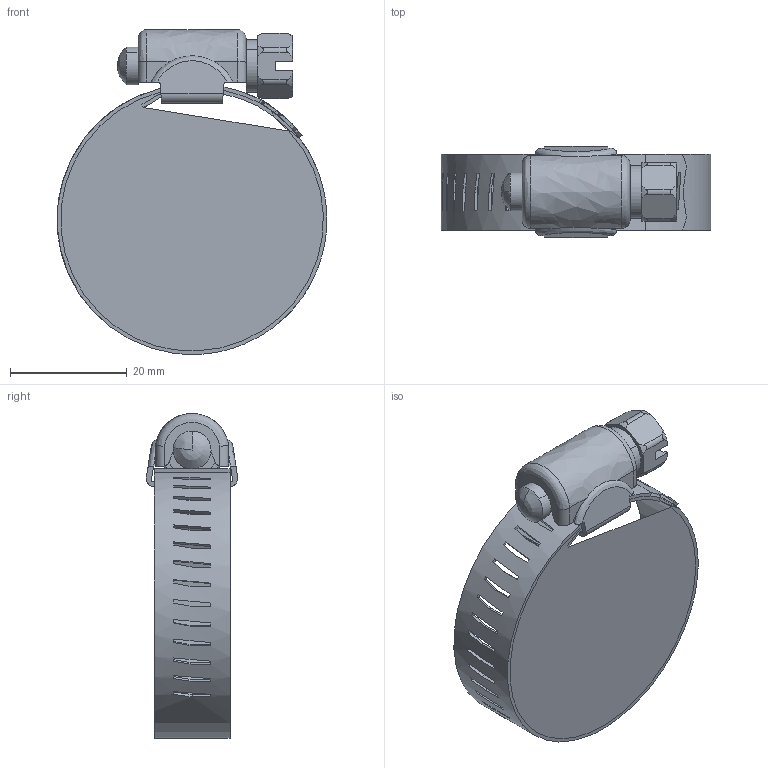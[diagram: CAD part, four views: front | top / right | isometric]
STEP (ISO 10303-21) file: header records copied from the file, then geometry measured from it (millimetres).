
FILE_DESCRIPTION((''),'2;1');
FILE_NAME('','2006-01-19T09:52:07',(''),(''),'','CADfix','');
FILE_SCHEMA(('AUTOMOTIVE_DESIGN'));
Length unit declared in the file: millimetre
Products named in the file (4): screw; holder; band; TM_144SUS_45_20697_36
Assembly tree (3 placements, depth 2):
  TM_144SUS_45_20697_36
    screw
    holder
    band
Bounding box: 46.19 x 15.63 x 55.66 mm (x, y, z)
Volume: 3562.3 mm3; surface area: 6966.8 mm2
Topology: 3 solids, 3 shells, 214 faces, 644 edges, 435 vertices
Faces by surface type: bspline 214
Entity records: 8610 total; most frequent: CARTESIAN_POINT 4639, ORIENTED_EDGE 1284, EDGE_CURVE 642, QUASI_UNIFORM_CURVE 450, VERTEX_POINT 435, EDGE_LOOP 251, FACE_OUTER_BOUND 214, ADVANCED_FACE 214
